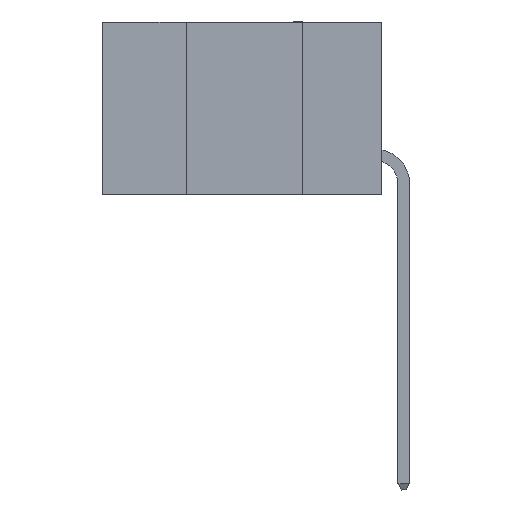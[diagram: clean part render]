
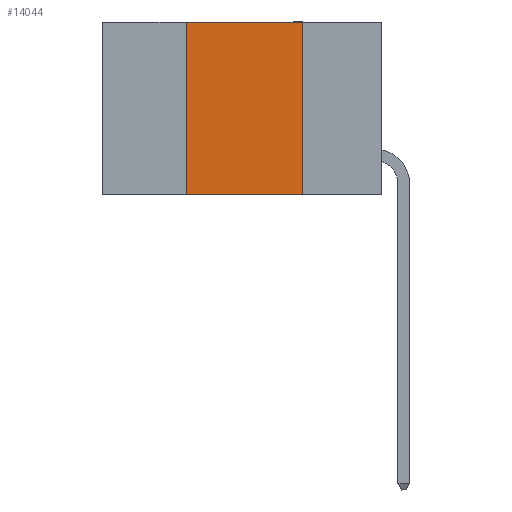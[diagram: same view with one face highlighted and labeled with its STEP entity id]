
A CAD part, left-side view. The second image highlights one B-rep face of the part: STEP entity #14044.
In plain terms, the highlighted planar face has unit normal (-1, 0, 0).
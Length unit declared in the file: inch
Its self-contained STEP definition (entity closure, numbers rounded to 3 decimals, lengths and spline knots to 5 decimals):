
#2786 = VERTEX_POINT ( 'NONE', #10646 ) ;
#3145 = VECTOR ( 'NONE', #4559, 39.37008 ) ;
#3514 = ORIENTED_EDGE ( 'NONE', *, *, #20943, .F. ) ;
#3910 = LINE ( 'NONE', #11864, #3145 ) ;
#4169 = DIRECTION ( 'NONE',  ( 1., 0., 0. ) ) ;
#4251 = AXIS2_PLACEMENT_3D ( 'NONE', #18652, #4169, #21058 ) ;
#4559 = DIRECTION ( 'NONE',  ( 0., 0., -1. ) ) ;
#5478 = CARTESIAN_POINT ( 'NONE',  ( 0., 0.6, 0. ) ) ;
#6997 = ORIENTED_EDGE ( 'NONE', *, *, #27129, .F. ) ;
#7695 = EDGE_CURVE ( 'NONE', #10923, #30564, #9834, .T. ) ;
#7913 = VERTEX_POINT ( 'NONE', #29270 ) ;
#8499 = EDGE_CURVE ( 'NONE', #7913, #2786, #15484, .T. ) ;
#9834 = LINE ( 'NONE', #16688, #29562 ) ;
#10057 = CARTESIAN_POINT ( 'NONE',  ( 0., 0.42, -0.37 ) ) ;
#10070 = ORIENTED_EDGE ( 'NONE', *, *, #7695, .T. ) ;
#10646 = CARTESIAN_POINT ( 'NONE',  ( 0., 0.17, 0. ) ) ;
#10923 = VERTEX_POINT ( 'NONE', #10057 ) ;
#11864 = CARTESIAN_POINT ( 'NONE',  ( 0., 0.17, 0. ) ) ;
#13605 = CARTESIAN_POINT ( 'NONE',  ( 0., 0.42, 0. ) ) ;
#14044 = ADVANCED_FACE ( 'NONE', ( #19586 ), #28102, .F. ) ;
#15484 = LINE ( 'NONE', #5478, #27335 ) ;
#15672 = VECTOR ( 'NONE', #20820, 39.37008 ) ;
#16688 = CARTESIAN_POINT ( 'NONE',  ( 0., 0.6, -0.37 ) ) ;
#17569 = DIRECTION ( 'NONE',  ( 0., -1., 0. ) ) ;
#18652 = CARTESIAN_POINT ( 'NONE',  ( 0., 0.6, 0. ) ) ;
#19041 = DIRECTION ( 'NONE',  ( 0., -1., 0. ) ) ;
#19586 = FACE_OUTER_BOUND ( 'NONE', #27719, .T. ) ;
#20820 = DIRECTION ( 'NONE',  ( 0., 0., 1. ) ) ;
#20943 = EDGE_CURVE ( 'NONE', #10923, #7913, #21970, .T. ) ;
#21058 = DIRECTION ( 'NONE',  ( 0., 0., -1. ) ) ;
#21970 = LINE ( 'NONE', #13605, #15672 ) ;
#21986 = CARTESIAN_POINT ( 'NONE',  ( 0., 0.17, -0.37 ) ) ;
#26845 = ORIENTED_EDGE ( 'NONE', *, *, #8499, .F. ) ;
#27129 = EDGE_CURVE ( 'NONE', #2786, #30564, #3910, .T. ) ;
#27335 = VECTOR ( 'NONE', #17569, 39.37008 ) ;
#27719 = EDGE_LOOP ( 'NONE', ( #6997, #26845, #3514, #10070 ) ) ;
#28102 = PLANE ( 'NONE',  #4251 ) ;
#29270 = CARTESIAN_POINT ( 'NONE',  ( 0., 0.42, 0. ) ) ;
#29562 = VECTOR ( 'NONE', #19041, 39.37008 ) ;
#30564 = VERTEX_POINT ( 'NONE', #21986 ) ;
